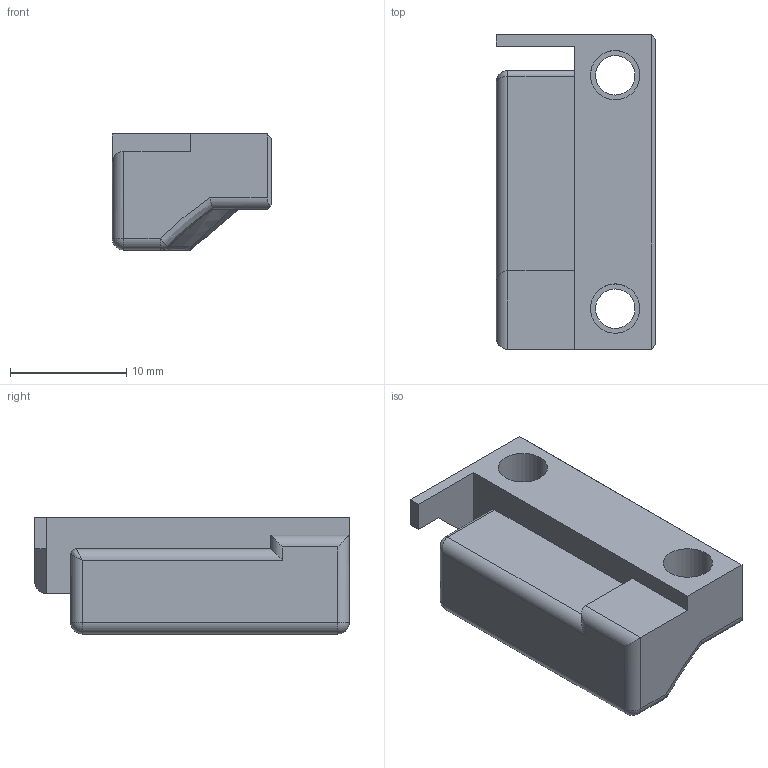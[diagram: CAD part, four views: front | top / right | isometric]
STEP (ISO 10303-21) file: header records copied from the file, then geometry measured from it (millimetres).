
FILE_DESCRIPTION (( 'STEP AP214' ), '1' );
FILE_NAME ('uhp-200 mount.STEP', '2021-08-07T10:34:06', ( '' ), ( '' ), 'SwSTEP 2.0', 'SolidWorks 2021', '' );
FILE_SCHEMA (( 'AUTOMOTIVE_DESIGN' ));
Length unit declared in the file: millimetre
Products named in the file (1): uhp-200 mount
Bounding box: 13.75 x 27.1 x 10 mm (x, y, z)
Volume: 2293.2 mm3; surface area: 1599.8 mm2
Topology: 1 solids, 1 shells, 58 faces, 144 edges, 87 vertices
Faces by surface type: plane 24, cylinder 21, bspline 5, sphere 4, cone 2, torus 2
Entity records: 1868 total; most frequent: CARTESIAN_POINT 525, ORIENTED_EDGE 282, DIRECTION 261, EDGE_CURVE 141, AXIS2_PLACEMENT_3D 95, VERTEX_POINT 87, LINE 71, VECTOR 71
